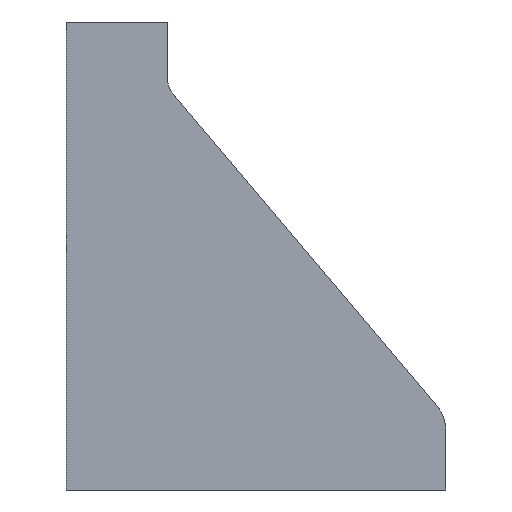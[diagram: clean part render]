
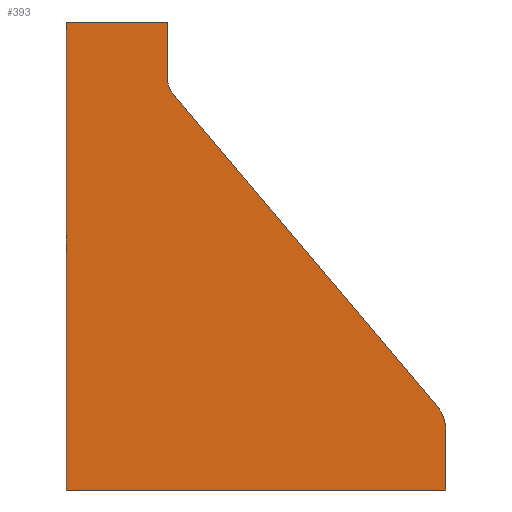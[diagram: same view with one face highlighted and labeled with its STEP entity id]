
A CAD part, front view. The second image highlights one B-rep face of the part: STEP entity #393.
In plain terms, the highlighted planar face has unit normal (0, -1, 0).
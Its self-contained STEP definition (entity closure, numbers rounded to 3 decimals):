
#87 = AXIS2_PLACEMENT_3D ( 'NONE', #865, #866, #867 ) ;
#88 = AXIS2_PLACEMENT_3D ( 'NONE', #868, #869, #870 ) ;
#96 = AXIS2_PLACEMENT_3D ( 'NONE', #803, #809, #810 ) ;
#130 = VERTEX_POINT ( 'NONE', #1664 ) ;
#135 = VERTEX_POINT ( 'NONE', #1669 ) ;
#160 = VERTEX_POINT ( 'NONE', #1694 ) ;
#172 = VERTEX_POINT ( 'NONE', #1706 ) ;
#174 = VERTEX_POINT ( 'NONE', #1708 ) ;
#197 = VERTEX_POINT ( 'NONE', #784 ) ;
#201 = VERTEX_POINT ( 'NONE', #788 ) ;
#210 = VERTEX_POINT ( 'NONE', #797 ) ;
#290 = FACE_OUTER_BOUND ( 'NONE', #649, .T. ) ;
#313 = LINE ( 'NONE', #836, #318 ) ;
#318 = VECTOR ( 'NONE', #846, 1000. ) ;
#321 = LINE ( 'NONE', #851, #324 ) ;
#324 = VECTOR ( 'NONE', #852, 1000. ) ;
#325 = LINE ( 'NONE', #864, #337 ) ;
#331 = LINE ( 'NONE', #860, #334 ) ;
#333 = CIRCLE ( 'NONE', #87, 30. ) ;
#334 = VECTOR ( 'NONE', #861, 1000. ) ;
#336 = CIRCLE ( 'NONE', #88, 20. ) ;
#337 = VECTOR ( 'NONE', #854, 1000. ) ;
#393 = ADVANCED_FACE ( 'NONE', ( #290 ), #806, .F. ) ;
#600 = ORIENTED_EDGE ( 'NONE', *, *, #1474, .T. ) ;
#601 = ORIENTED_EDGE ( 'NONE', *, *, #764, .T. ) ;
#602 = ORIENTED_EDGE ( 'NONE', *, *, #763, .T. ) ;
#603 = ORIENTED_EDGE ( 'NONE', *, *, #762, .T. ) ;
#604 = ORIENTED_EDGE ( 'NONE', *, *, #1498, .T. ) ;
#605 = ORIENTED_EDGE ( 'NONE', *, *, #756, .F. ) ;
#606 = ORIENTED_EDGE ( 'NONE', *, *, #761, .F. ) ;
#607 = ORIENTED_EDGE ( 'NONE', *, *, #753, .F. ) ;
#649 = EDGE_LOOP ( 'NONE', ( #607, #606, #605, #604, #603, #602, #601, #600 ) ) ;
#753 = EDGE_CURVE ( 'NONE', #135, #174, #313, .T. ) ;
#756 = EDGE_CURVE ( 'NONE', #172, #210, #321, .T. ) ;
#761 = EDGE_CURVE ( 'NONE', #210, #135, #331, .T. ) ;
#762 = EDGE_CURVE ( 'NONE', #201, #197, #333, .T. ) ;
#763 = EDGE_CURVE ( 'NONE', #197, #160, #325, .T. ) ;
#764 = EDGE_CURVE ( 'NONE', #160, #130, #336, .T. ) ;
#784 = CARTESIAN_POINT ( 'NONE',  ( 332.902, 0., -303.314 ) ) ;
#788 = CARTESIAN_POINT ( 'NONE',  ( 340., 0., -322.692 ) ) ;
#797 = CARTESIAN_POINT ( 'NONE',  ( 40., 0., -370. ) ) ;
#803 = CARTESIAN_POINT ( 'NONE',  ( -60., 0., -44.377 ) ) ;
#806 = PLANE ( 'NONE',  #96 ) ;
#809 = DIRECTION ( 'NONE',  ( 0., 1., 0. ) ) ;
#810 = DIRECTION ( 'NONE',  ( 0., 0., 1. ) ) ;
#836 = CARTESIAN_POINT ( 'NONE',  ( -40., 0., 0. ) ) ;
#846 = DIRECTION ( 'NONE',  ( 1., 0., 0. ) ) ;
#851 = CARTESIAN_POINT ( 'NONE',  ( -260., 0., -370. ) ) ;
#852 = DIRECTION ( 'NONE',  ( -1., 0., 0. ) ) ;
#854 = DIRECTION ( 'NONE',  ( -0.646, 0., 0.763 ) ) ;
#860 = CARTESIAN_POINT ( 'NONE',  ( 40., 0., 0. ) ) ;
#861 = DIRECTION ( 'NONE',  ( 0., 0., 1. ) ) ;
#864 = CARTESIAN_POINT ( 'NONE',  ( 124.732, 0., -57.296 ) ) ;
#865 = CARTESIAN_POINT ( 'NONE',  ( 310., 0., -322.692 ) ) ;
#866 = DIRECTION ( 'NONE',  ( 0., -1., 0. ) ) ;
#867 = DIRECTION ( 'NONE',  ( 0., 0., 1. ) ) ;
#868 = CARTESIAN_POINT ( 'NONE',  ( 140., 0., -44.377 ) ) ;
#869 = DIRECTION ( 'NONE',  ( 0., 1., 0. ) ) ;
#870 = DIRECTION ( 'NONE',  ( 0., 0., 1. ) ) ;
#1039 = CARTESIAN_POINT ( 'NONE',  ( 120., 0., 0. ) ) ;
#1040 = DIRECTION ( 'NONE',  ( 0., 0., 1. ) ) ;
#1095 = CARTESIAN_POINT ( 'NONE',  ( 340., 0., -322.692 ) ) ;
#1096 = DIRECTION ( 'NONE',  ( 0., 0., 1. ) ) ;
#1334 = LINE ( 'NONE', #1039, #1337 ) ;
#1337 = VECTOR ( 'NONE', #1040, 1000. ) ;
#1374 = LINE ( 'NONE', #1095, #1377 ) ;
#1377 = VECTOR ( 'NONE', #1096, 1000. ) ;
#1474 = EDGE_CURVE ( 'NONE', #130, #174, #1334, .T. ) ;
#1498 = EDGE_CURVE ( 'NONE', #172, #201, #1374, .T. ) ;
#1664 = CARTESIAN_POINT ( 'NONE',  ( 120., 0., -44.377 ) ) ;
#1669 = CARTESIAN_POINT ( 'NONE',  ( 40., 0., 0. ) ) ;
#1694 = CARTESIAN_POINT ( 'NONE',  ( 124.732, 0., -57.296 ) ) ;
#1706 = CARTESIAN_POINT ( 'NONE',  ( 340., 0., -370. ) ) ;
#1708 = CARTESIAN_POINT ( 'NONE',  ( 120., 0., 0. ) ) ;
